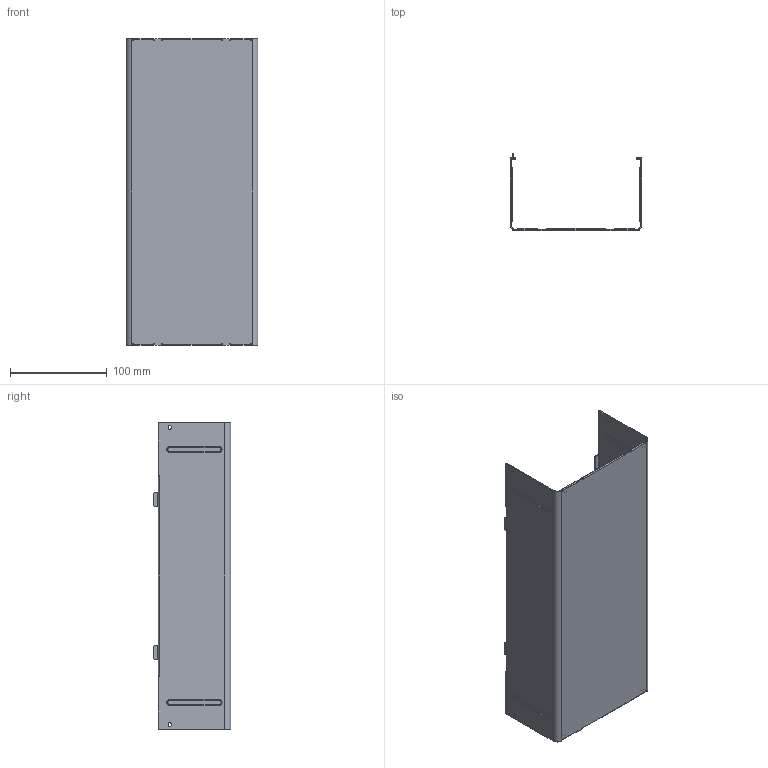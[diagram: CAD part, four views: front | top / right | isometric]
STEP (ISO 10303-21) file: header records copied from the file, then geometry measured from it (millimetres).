
FILE_DESCRIPTION((''),'2;1');
FILE_NAME('BAH0103V2_0','2018-06-14T',('bin'),(''),'CREO PARAMETRIC BY PTC INC, 2014350','CREO PARAMETRIC BY PTC INC, 2014350','');
FILE_SCHEMA(('CONFIG_CONTROL_DESIGN'));
Length unit declared in the file: millimetre
Products named in the file (1): BAH0103V2_0
Bounding box: 136 x 80 x 316.4 mm (x, y, z)
Volume: 91047.7 mm3; surface area: 184091.2 mm2
Topology: 1 solids, 1 shells, 300 faces, 758 edges, 468 vertices
Faces by surface type: plane 182, cylinder 86, bspline 32
Entity records: 13576 total; most frequent: CARTESIAN_POINT 6428, ORIENTED_EDGE 1516, DIRECTION 1410, EDGE_CURVE 758, VECTOR 530, LINE 530, VERTEX_POINT 468, AXIS2_PLACEMENT_3D 440
